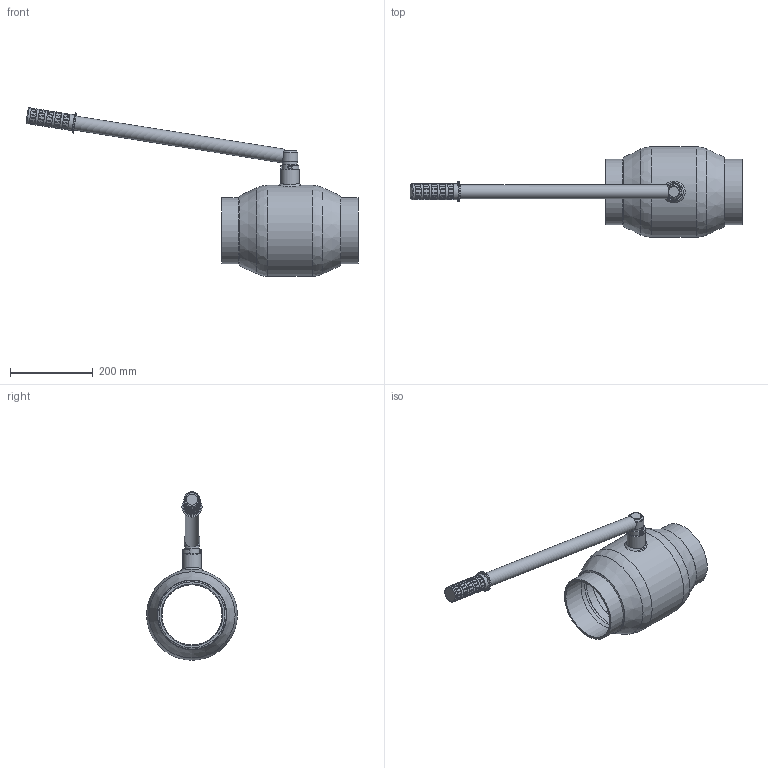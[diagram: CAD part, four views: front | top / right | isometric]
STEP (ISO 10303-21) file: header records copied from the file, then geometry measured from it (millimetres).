
FILE_DESCRIPTION(('TFLEX Exchange Step'),'2;1');
FILE_NAME('065N0150GR1 - Кран шаровой Premium DN150.stp', '2023-09-06T14:43:48+03:00',('RUCO3277'),('Unknown organisation'),'TFLEX Exchange 2022.1','T-FLEX CAD','Unknown authorisation');
FILE_SCHEMA( ('AUTOMOTIVE_DESIGN { 1 0 10303 214 1 1 1 1 }') );
Length unit declared in the file: millimetre
Products named in the file (12): 21150022 - Штифт; 50200028 - Грипса; 24150434 - Рукоятка; 24150435 - Головка рукоятки; 24150433 - Рукоятка с головкой; 24150430 - Рукоятка с грипсой; 24150432 - Патрубок; 21150427 - Шток; 23XXX049 - Фторопластовая шайба; 24150406 - Корпус штока; 24150009-B2 - Корпус (гнутый); 065N0150GR1 - Кран шаровой Premium DN150
Assembly tree (11 placements, depth 4):
  065N0150GR1 - Кран шаровой Premium DN150
    21150022 - Штифт
    24150430 - Рукоятка с грипсой
      50200028 - Грипса
      24150433 - Рукоятка с головкой
        24150434 - Рукоятка
        24150435 - Головка рукоятки
    24150432 - Патрубок
    21150427 - Шток
    23XXX049 - Фторопластовая шайба
    24150406 - Корпус штока
    24150009-B2 - Корпус (гнутый)
Bounding box: 800.25 x 219 x 406.27 mm (x, y, z)
Volume: 1531848.9 mm3; surface area: 708830.4 mm2
Topology: 15 solids, 15 shells, 553 faces, 1314 edges, 865 vertices
Faces by surface type: plane 434, cylinder 53, torus 31, cone 24, bspline 11
Full cylindrical faces by diameter (mm): 10.3 x2, 11.69 x2, 26 x2, 27 x3, 27.1 x2, 30 x5, 32 x1, 32.9 x1, 33.5 x1, 36 x1, 38 x2, 38.6 x1, 39 x1, 48.6 x1, 145 x2, 149 x2, 150 x2, 155 x2, 159 x2, 209 x1, 219 x1
Entity records: 22302 total; most frequent: CARTESIAN_POINT 8995, DIRECTION 2723, ORIENTED_EDGE 2608, EDGE_CURVE 1304, AXIS2_PLACEMENT_3D 926, VECTOR 871, LINE 871, VERTEX_POINT 865
